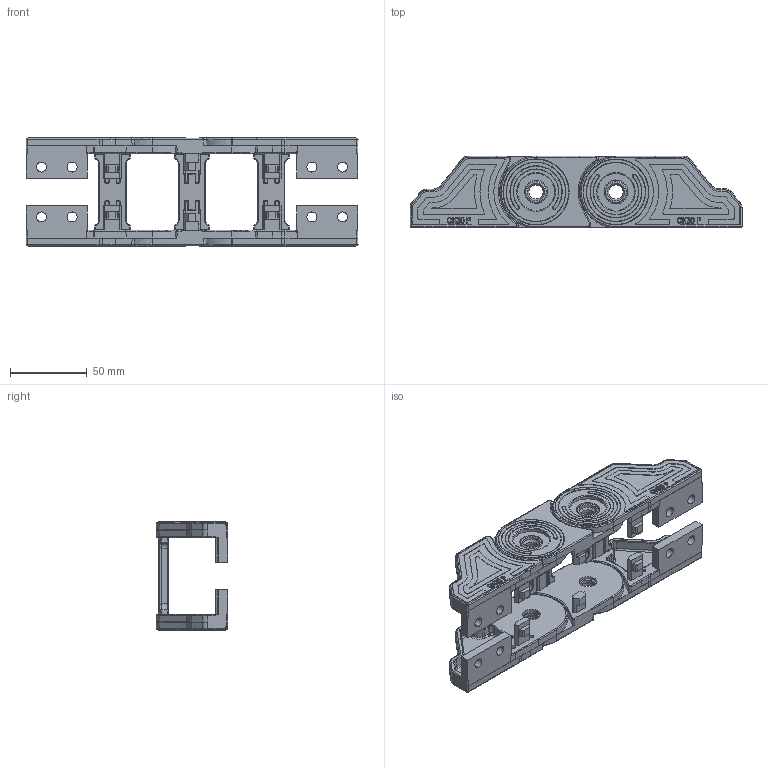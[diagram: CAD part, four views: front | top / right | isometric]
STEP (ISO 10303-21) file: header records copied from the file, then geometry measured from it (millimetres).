
FILE_DESCRIPTION (( 'STEP AP214' ), '1' );
FILE_NAME ('CK30-A050-ESKÝ AYAK.STEP', '2019-09-16T09:48:54', ( '' ), ( '' ), 'SwSTEP 2.0', 'SolidWorks 2017', '' );
FILE_SCHEMA (( 'AUTOMOTIVE_DESIGN' ));
Length unit declared in the file: millimetre
Products named in the file (1): CK30-A050-ESKÝ AYAK
Bounding box: 216 x 46.7 x 70.75 mm (x, y, z)
Volume: 159273 mm3; surface area: 97663 mm2
Topology: 9 solids, 9 shells, 3189 faces, 8274 edges, 5234 vertices
Faces by surface type: plane 1363, cylinder 1028, bspline 480, torus 230, cone 44, sphere 44
Entity records: 125337 total; most frequent: CARTESIAN_POINT 50603, ORIENTED_EDGE 16480, DIRECTION 14276, EDGE_CURVE 8240, VERTEX_POINT 5234, AXIS2_PLACEMENT_3D 4820, LINE 4636, VECTOR 4636
